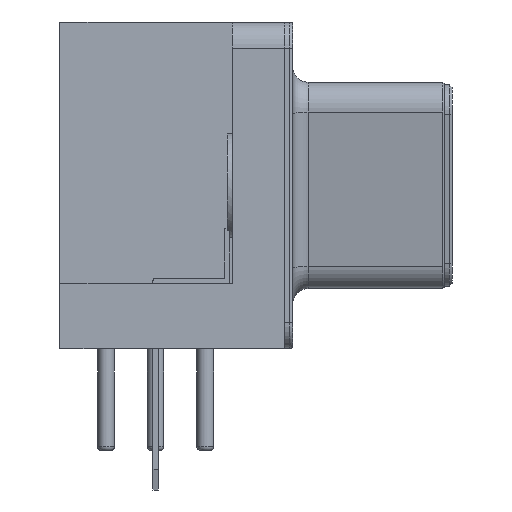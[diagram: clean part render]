
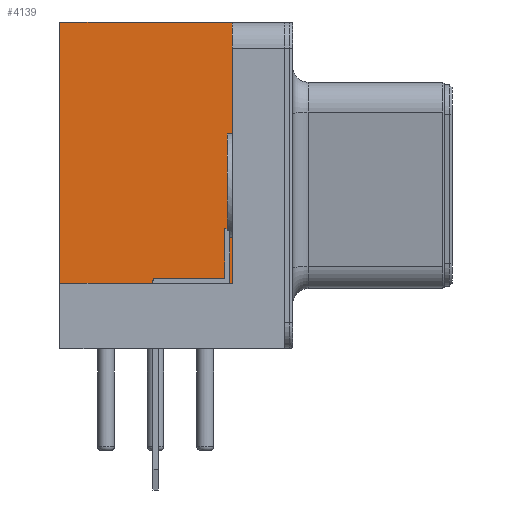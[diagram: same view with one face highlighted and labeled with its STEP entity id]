
A CAD part, left-side view. The second image highlights one B-rep face of the part: STEP entity #4139.
In plain terms, the highlighted planar face has unit normal (-1, 0, 0).
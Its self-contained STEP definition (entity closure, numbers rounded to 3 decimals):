
#37=DIRECTION('',(1.,0.,0.));
#74=DIRECTION('',(0.,1.,0.));
#139=DIRECTION('',(0.,0.,1.));
#2972=VECTOR('',#139,1.);
#3350=VECTOR('',#74,1.);
#3364=VERTEX_POINT('',#3365);
#3365=CARTESIAN_POINT('',(-36.508,1.76,12.5));
#3368=ORIENTED_EDGE('',*,*,#3369,.F.);
#3369=EDGE_CURVE('',#3370,#3364,#3372,.T.);
#3370=VERTEX_POINT('',#3371);
#3371=CARTESIAN_POINT('',(-36.508,-4.84,12.5));
#3372=LINE('',#3373,#3350);
#3373=CARTESIAN_POINT('',(-36.508,-5.84,12.5));
#4131=VERTEX_POINT('',#4132);
#4132=CARTESIAN_POINT('',(-36.508,-4.84,2.5));
#4134=EDGE_CURVE('',#4131,#3370,#4135,.T.);
#4135=LINE('',#4132,#2972);
#4139=ADVANCED_FACE('',(#4140),#4152,.F.);
#4140=FACE_BOUND('',#4141,.F.);
#4141=EDGE_LOOP('',(#4142,#4143,#4148,#3368));
#4142=ORIENTED_EDGE('',*,*,#4134,.F.);
#4143=ORIENTED_EDGE('',*,*,#4144,.T.);
#4144=EDGE_CURVE('',#4131,#4145,#4147,.T.);
#4145=VERTEX_POINT('',#4146);
#4146=CARTESIAN_POINT('',(-36.508,1.76,2.5));
#4147=LINE('',#4132,#3350);
#4148=ORIENTED_EDGE('',*,*,#4149,.T.);
#4149=EDGE_CURVE('',#4145,#3364,#4150,.T.);
#4150=LINE('',#4151,#2972);
#4151=CARTESIAN_POINT('',(-36.508,1.76,4.375));
#4152=PLANE('',#4153);
#4153=AXIS2_PLACEMENT_3D('',#4132,#37,#139);
